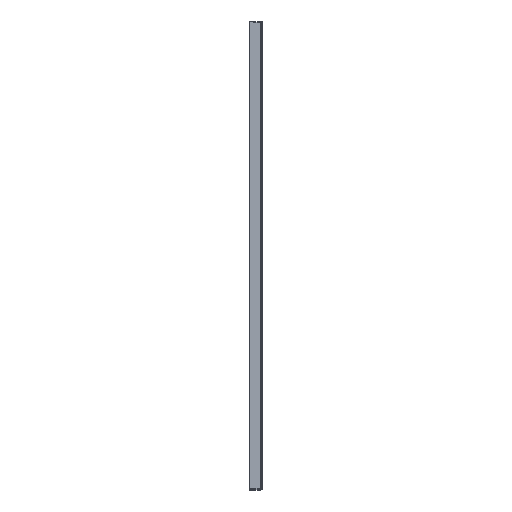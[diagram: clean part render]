
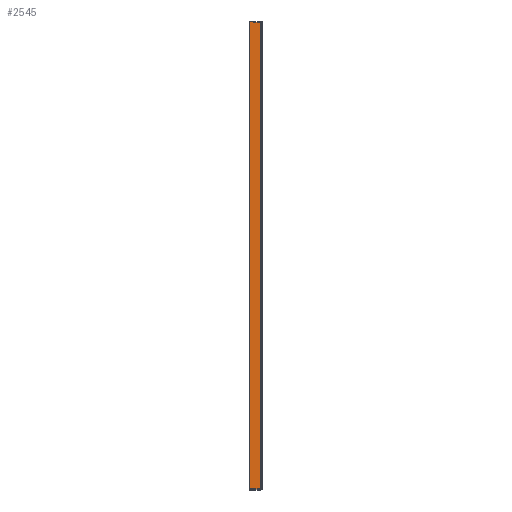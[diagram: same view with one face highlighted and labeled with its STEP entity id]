
A CAD part, left-side view. The second image highlights one B-rep face of the part: STEP entity #2545.
In plain terms, the highlighted planar face has unit normal (-1, 0, 0).
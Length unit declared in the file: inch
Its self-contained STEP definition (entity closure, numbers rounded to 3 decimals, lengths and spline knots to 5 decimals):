
#1375 = CARTESIAN_POINT ( 'NONE',  ( -12.297, 0., -8.89289 ) ) ;
#1777 = EDGE_CURVE ( 'NONE', #20060, #3743, #15664, .T. ) ;
#1808 = CARTESIAN_POINT ( 'NONE',  ( -12.297, 0.057, 8.95 ) ) ;
#2095 = EDGE_LOOP ( 'NONE', ( #3996, #11595, #18650, #12294 ) ) ;
#2290 = EDGE_CURVE ( 'NONE', #8594, #20060, #10666, .T. ) ;
#2545 = ADVANCED_FACE ( 'NONE', ( #15040 ), #19644, .F. ) ;
#2952 = DIRECTION ( 'NONE',  ( 0., 0., -1. ) ) ;
#3263 = CARTESIAN_POINT ( 'NONE',  ( -12.297, 0.5, 8.95 ) ) ;
#3743 = VERTEX_POINT ( 'NONE', #12951 ) ;
#3779 = CARTESIAN_POINT ( 'NONE',  ( -12.297, 0.5, -35.714 ) ) ;
#3780 = DIRECTION ( 'NONE',  ( 0., 0., -1. ) ) ;
#3808 = VECTOR ( 'NONE', #5027, 39.37008 ) ;
#3974 = DIRECTION ( 'NONE',  ( 1., 0., 0. ) ) ;
#3996 = ORIENTED_EDGE ( 'NONE', *, *, #11353, .F. ) ;
#5027 = DIRECTION ( 'NONE',  ( 0., 0., 1. ) ) ;
#8164 = DIRECTION ( 'NONE',  ( 0., -1., 0. ) ) ;
#8594 = VERTEX_POINT ( 'NONE', #17662 ) ;
#8595 = EDGE_CURVE ( 'NONE', #3743, #11240, #19340, .T. ) ;
#10666 = LINE ( 'NONE', #15802, #17199 ) ;
#11240 = VERTEX_POINT ( 'NONE', #3263 ) ;
#11353 = EDGE_CURVE ( 'NONE', #11240, #8594, #17660, .T. ) ;
#11561 = DIRECTION ( 'NONE',  ( 0., 1., 0. ) ) ;
#11595 = ORIENTED_EDGE ( 'NONE', *, *, #8595, .F. ) ;
#12294 = ORIENTED_EDGE ( 'NONE', *, *, #2290, .F. ) ;
#12951 = CARTESIAN_POINT ( 'NONE',  ( -12.297, 0.5, -8.89289 ) ) ;
#15040 = FACE_OUTER_BOUND ( 'NONE', #2095, .T. ) ;
#15307 = VECTOR ( 'NONE', #8164, 39.37008 ) ;
#15664 = LINE ( 'NONE', #1375, #15873 ) ;
#15802 = CARTESIAN_POINT ( 'NONE',  ( -12.297, 0.086, 8.95 ) ) ;
#15873 = VECTOR ( 'NONE', #11561, 39.37008 ) ;
#17199 = VECTOR ( 'NONE', #2952, 39.37008 ) ;
#17660 = LINE ( 'NONE', #1808, #15307 ) ;
#17662 = CARTESIAN_POINT ( 'NONE',  ( -12.297, 0.086, 8.95 ) ) ;
#18099 = AXIS2_PLACEMENT_3D ( 'NONE', #18493, #3974, #3780 ) ;
#18493 = CARTESIAN_POINT ( 'NONE',  ( -12.297, 0., -35.714 ) ) ;
#18650 = ORIENTED_EDGE ( 'NONE', *, *, #1777, .F. ) ;
#18658 = CARTESIAN_POINT ( 'NONE',  ( -12.297, 0.086, -8.89289 ) ) ;
#19340 = LINE ( 'NONE', #3779, #3808 ) ;
#19644 = PLANE ( 'NONE',  #18099 ) ;
#20060 = VERTEX_POINT ( 'NONE', #18658 ) ;
